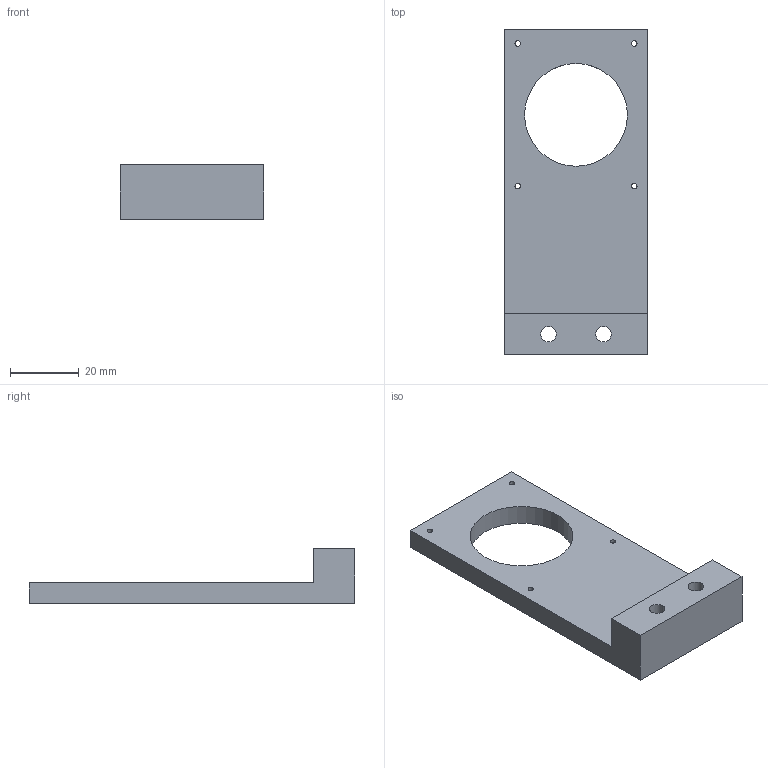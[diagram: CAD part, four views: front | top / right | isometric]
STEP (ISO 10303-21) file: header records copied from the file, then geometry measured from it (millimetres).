
FILE_DESCRIPTION(/* description */ (''),/* implementation_level */ '2;1');
FILE_NAME(/* name */ 'FAB-CAM005 - Shutter Mount V2.stp',/* time_stamp */ '2020-02-10T12:01:38+00:00',/* author */ ('whgu0532'),/* organization */ (''),/* preprocessor_version */ 'ST-DEVELOPER v18',/* originating_system */ 'Autodesk Inventor 2020',/* authorisation */ '');
FILE_SCHEMA (('AUTOMOTIVE_DESIGN { 1 0 10303 214 3 1 1 }'));
Length unit declared in the file: millimetre
Products named in the file (1): FAB-CAM005 - Shutter Mount V2
Bounding box: 42 x 95 x 16 mm (x, y, z)
Volume: 23899.7 mm3; surface area: 10420.6 mm2
Topology: 1 solids, 1 shells, 25 faces, 81 edges, 60 vertices
Faces by surface type: plane 10, cylinder 9, cone 6
Full cylindrical faces by diameter (mm): 1.6 x4, 4.5 x2, 8 x2, 30 x1
Entity records: 1020 total; most frequent: DIRECTION 181, CARTESIAN_POINT 167, ORIENTED_EDGE 162, EDGE_CURVE 81, AXIS2_PLACEMENT_3D 74, VERTEX_POINT 60, CIRCLE 48, EDGE_LOOP 41
